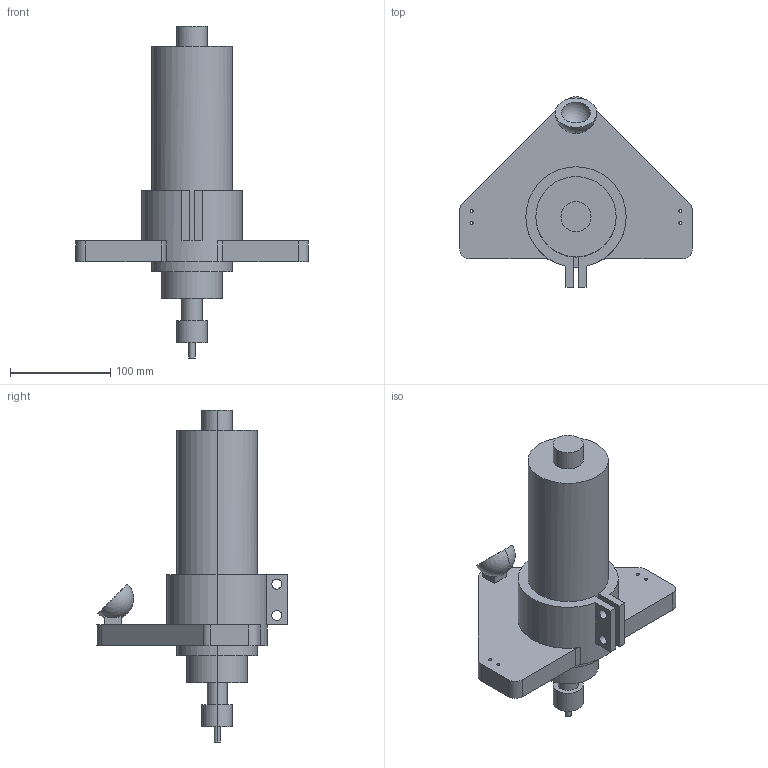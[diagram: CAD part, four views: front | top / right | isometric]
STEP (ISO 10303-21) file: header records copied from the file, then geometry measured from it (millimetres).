
FILE_DESCRIPTION (( 'STEP AP203' ), '1' );
FILE_NAME ('并联模块动平台_withMotor_ver2_默认_sldprt.STEP', '2023-05-19T03:00:00', ( '' ), ( '' ), 'SwSTEP 2.0', 'SolidWorks 2018', '' );
FILE_SCHEMA (( 'CONFIG_CONTROL_DESIGN' ));
Length unit declared in the file: millimetre
Products named in the file (1): 并联模块动平台_withMotor_ver2_默认_sldprt
Bounding box: 232 x 189.94 x 331 mm (x, y, z)
Volume: 1841581.6 mm3; surface area: 142517.4 mm2
Topology: 1 solids, 1 shells, 72 faces, 194 edges, 129 vertices
Faces by surface type: cylinder 39, plane 30, sphere 3
Entity records: 2367 total; most frequent: DIRECTION 432, CARTESIAN_POINT 385, ORIENTED_EDGE 374, EDGE_CURVE 187, AXIS2_PLACEMENT_3D 172, VERTEX_POINT 125, CIRCLE 99, EDGE_LOOP 96
